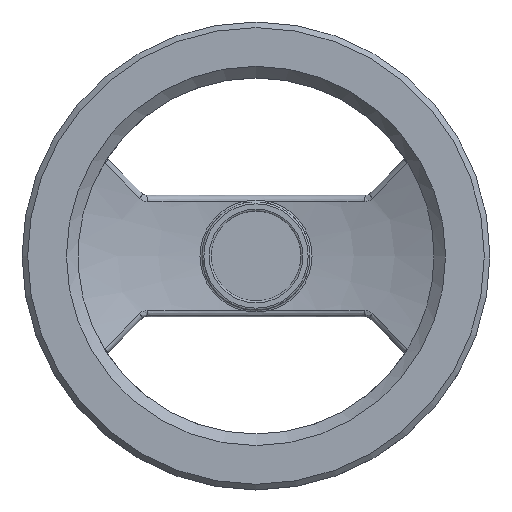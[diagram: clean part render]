
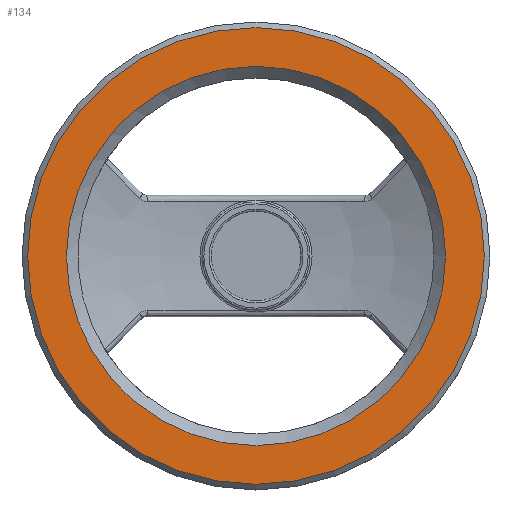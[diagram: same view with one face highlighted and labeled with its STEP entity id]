
A CAD part, top view. The second image highlights one B-rep face of the part: STEP entity #134.
In plain terms, the highlighted planar face has unit normal (0, 0, 1).
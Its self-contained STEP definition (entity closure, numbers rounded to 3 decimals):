
#134 = ADVANCED_FACE( '', ( #324, #325 ), #326, .F. );
#324 = FACE_OUTER_BOUND( '', #1180, .T. );
#325 = FACE_BOUND( '', #1181, .T. );
#326 = PLANE( '', #1182 );
#1180 = EDGE_LOOP( '', ( #4696 ) );
#1181 = EDGE_LOOP( '', ( #4697 ) );
#1182 = AXIS2_PLACEMENT_3D( '', #4698, #4699, #4700 );
#4696 = ORIENTED_EDGE( '', *, *, #5137, .T. );
#4697 = ORIENTED_EDGE( '', *, *, #5143, .F. );
#4698 = CARTESIAN_POINT( '', ( 0., 125., 53. ) );
#4699 = DIRECTION( '', ( 0., 0., -1. ) );
#4700 = DIRECTION( '', ( -1., 0., 0. ) );
#5137 = EDGE_CURVE( '', #5409, #5409, #5410, .F. );
#5143 = EDGE_CURVE( '', #5418, #5418, #5419, .T. );
#5409 = VERTEX_POINT( '', #6411 );
#5410 = CIRCLE( '', #6412, 122. );
#5418 = VERTEX_POINT( '', #6437 );
#5419 = CIRCLE( '', #6438, 101.3 );
#6411 = CARTESIAN_POINT( '', ( -122., 0., 53. ) );
#6412 = AXIS2_PLACEMENT_3D( '', #7884, #7885, #7886 );
#6437 = CARTESIAN_POINT( '', ( 101.3, 0., 53. ) );
#6438 = AXIS2_PLACEMENT_3D( '', #7888, #7889, #7890 );
#7884 = CARTESIAN_POINT( '', ( 0., 0., 53. ) );
#7885 = DIRECTION( '', ( 0., 0., -1. ) );
#7886 = DIRECTION( '', ( -1., 0., 0. ) );
#7888 = CARTESIAN_POINT( '', ( 0., 0., 53. ) );
#7889 = DIRECTION( '', ( 0., 0., 1. ) );
#7890 = DIRECTION( '', ( 1., 0., 0. ) );
